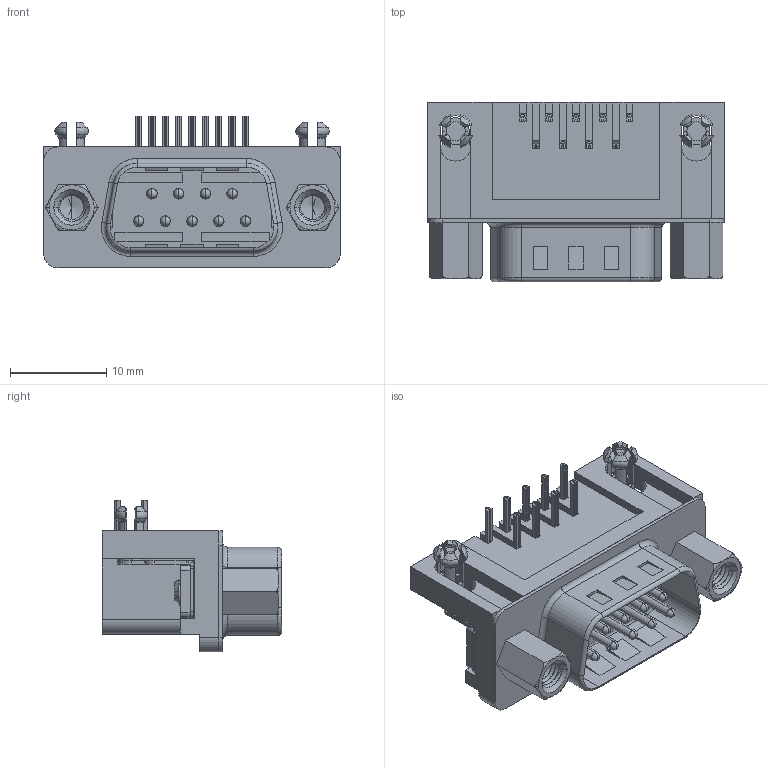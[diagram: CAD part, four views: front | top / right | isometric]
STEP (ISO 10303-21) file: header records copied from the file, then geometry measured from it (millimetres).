
FILE_DESCRIPTION(('CAx-IF Rec.Pracs.---Model Styling and Organization---1.5---2016-08-15','CAx-IF Rec.Pracs.---Geometric and Assembly Validation Properties---4.4---2016-08-17','CAx-IF Rec.Pracs.---User Defined Attributes---1.5---2016-08-15','CAx-IF Rec.Pracs.---External References---2.1---2005-01-19'),'2;1');
FILE_NAME('16969654.step','2023-05-17T20:23:27',('Unspecified'),('Unspecified'),'CAD Exchanger 3.8.1 (cadexchanger.com)','Unspecified','');
FILE_SCHEMA(('AUTOMOTIVE_DESIGN { 1 0 10303 214 1 1 1 1 }'));
Length unit declared in the file: millimetre
Products named in the file (9): 107-0910724Q101-A1_ASM; MALE; SHELL; COVER; TERMINAL-22; TERMINAL-11; YUCHA; CLINTNUT-7; SCREW
Assembly tree (18 placements, depth 2):
  107-0910724Q101-A1_ASM
    MALE
    SHELL
    COVER
    TERMINAL-22  x5
    TERMINAL-11  x4
    YUCHA  x2
    CLINTNUT-7  x2
    SCREW  x2
Bounding box: 30.8 x 18.6 x 15.75 mm (x, y, z)
Volume: 3103.3 mm3; surface area: 6410.4 mm2
Topology: 22 solids, 22 shells, 1385 faces, 3442 edges, 2042 vertices
Faces by surface type: plane 621, cylinder 358, bspline 190, cone 114, torus 66, sphere 36
Entity records: 28680 total; most frequent: CARTESIAN_POINT 12161, ORIENTED_EDGE 3494, DIRECTION 3220, EDGE_CURVE 1747, LINE 1126, VECTOR 1126, VERTEX_POINT 1089, AXIS2_PLACEMENT_3D 1047
